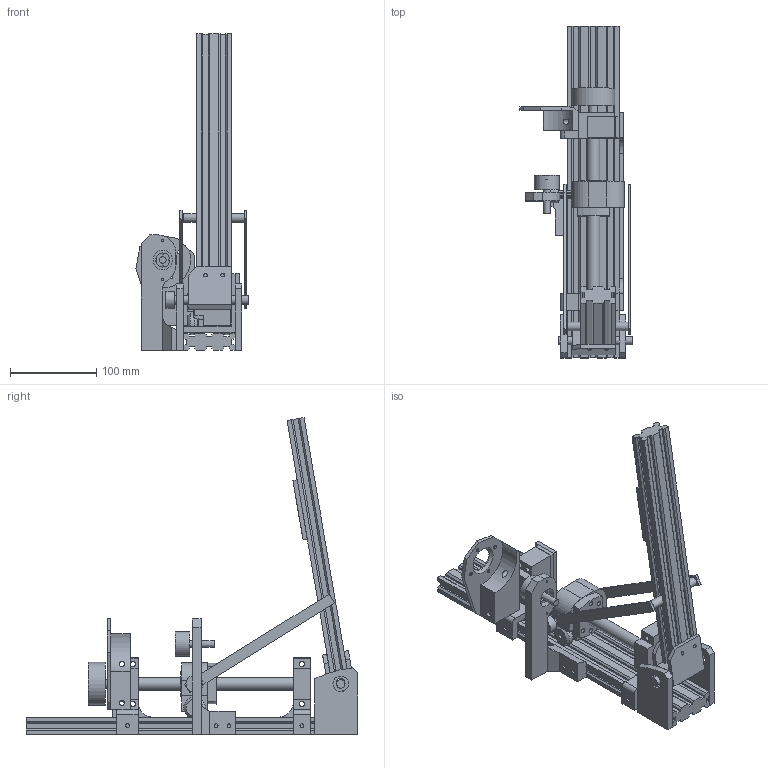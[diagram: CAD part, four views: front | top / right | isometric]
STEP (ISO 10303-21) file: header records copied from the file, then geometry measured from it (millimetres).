
FILE_DESCRIPTION(/* description */ (''),/* implementation_level */ '2;1');
FILE_NAME(/* name */ '58d7e6d7-dd31-4f8b-972a-df578922ba4c.stp',/* time_stamp */ '2018-06-06T09:23:27+00:00',/* author */ (''),/* organization */ (''),/* preprocessor_version */ 'ST-DEVELOPER v17',/* originating_system */ 'Autodesk Translation Framework v7.1.0.215',/* authorisation */ '');
FILE_SCHEMA (('AUTOMOTIVE_DESIGN { 1 0 10303 214 3 1 1 }'));
Length unit declared in the file: millimetre
Products named in the file (5): ballscrew_plate v24_slideblock; 4020; LINKAGE; ballNut; 6020 assy
Assembly tree (4 placements, depth 2):
  ballscrew_plate v24_slideblock
    4020
    LINKAGE
    ballNut
    6020 assy
Bounding box: 129.95 x 385 x 367.35 mm (x, y, z)
Volume: 1179481.4 mm3; surface area: 337008.2 mm2
Topology: 27 solids, 27 shells, 405 faces, 1045 edges, 698 vertices
Faces by surface type: plane 277, cylinder 110, cone 9, bspline 9
Full cylindrical faces by diameter (mm): 2.8 x2, 3.1 x4, 3.5 x2, 4.5 x19, 5 x5, 5.5 x4, 6 x16, 6.2 x4, 8 x2, 9.5 x4, 10 x6, 10.5 x1, 15 x4, 16.25 x1, 18 x2, 19.5 x1, 22.25 x1, 25 x2, 26.6 x2, 27 x1, 28 x1, 29 x2, 50 x1
Entity records: 13020 total; most frequent: CARTESIAN_POINT 2489, DIRECTION 2101, ORIENTED_EDGE 2090, EDGE_CURVE 1045, LINE 741, VECTOR 741, VERTEX_POINT 698, AXIS2_PLACEMENT_3D 680
